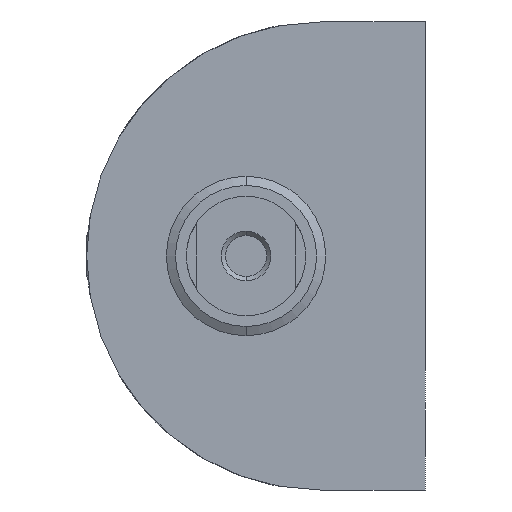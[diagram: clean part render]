
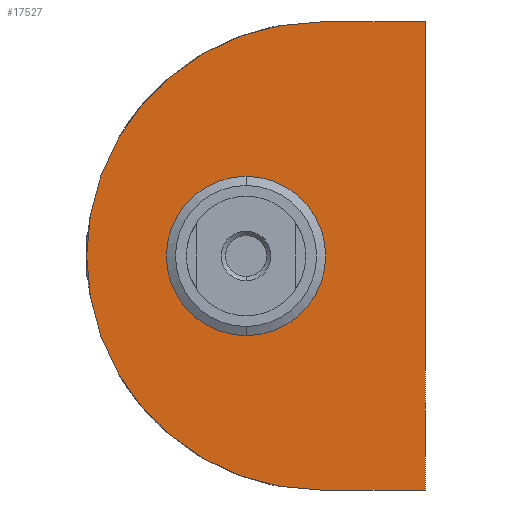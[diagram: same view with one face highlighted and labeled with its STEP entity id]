
A CAD part, left-side view. The second image highlights one B-rep face of the part: STEP entity #17527.
In plain terms, the highlighted planar face has unit normal (-1, 0, 0).
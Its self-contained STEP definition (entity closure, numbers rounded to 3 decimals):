
#9233=VERTEX_POINT('',#24453);
#9519=VERTEX_POINT('',#24767);
#9691=VERTEX_POINT('',#24954);
#14057=VERTEX_POINT('',#29713);
#15597=EDGE_CURVE('',#9519,#17905,#31380,.T.);
#16303=EDGE_CURVE('',#9519,#9233,#32157,.T.);
#17149=VERTEX_POINT('',#33080);
#17527=ADVANCED_FACE('',(#33495,#33496),#33497,.F.);
#17905=VERTEX_POINT('',#33914);
#18743=EDGE_CURVE('',#14057,#9691,#34823,.T.);
#18809=EDGE_CURVE('',#17905,#17149,#34895,.T.);
#18829=EDGE_CURVE('',#17149,#9233,#34918,.T.);
#19687=EDGE_CURVE('',#9691,#14057,#35852,.T.);
#24453=CARTESIAN_POINT('',(-7.0,0.0,23.5));
#24767=CARTESIAN_POINT('',(-7.0,10.5,23.5));
#24954=CARTESIAN_POINT('',(-7.0,18.0,-8.0));
#29713=CARTESIAN_POINT('',(-7.0,18.0,8.0));
#31380=CIRCLE('',#60995,23.5);
#32157=LINE('',#62991,#62992);
#33080=CARTESIAN_POINT('',(-7.0,0.0,-23.5));
#33495=FACE_OUTER_BOUND('',#66218,.T.);
#33496=FACE_BOUND('',#66219,.T.);
#33497=PLANE('',#66220);
#33914=CARTESIAN_POINT('',(-7.0,10.5,-23.5));
#34823=CIRCLE('',#69529,8.0);
#34895=LINE('',#69728,#69729);
#34918=LINE('',#69774,#69775);
#35852=CIRCLE('',#72002,8.0);
#60995=AXIS2_PLACEMENT_3D('',#88009,#88010,#88011);
#62991=CARTESIAN_POINT('',(-7.0,10.5,23.5));
#62992=VECTOR('',#89020,10.5);
#66218=EDGE_LOOP('',(#90464,#90465,#90466,#90467));
#66219=EDGE_LOOP('',(#90468,#90469));
#66220=AXIS2_PLACEMENT_3D('',#90470,#90471,#90472);
#69529=AXIS2_PLACEMENT_3D('',#91954,#91955,#91956);
#69728=CARTESIAN_POINT('',(-7.0,10.5,-23.5));
#69729=VECTOR('',#92011,10.5);
#69774=CARTESIAN_POINT('',(-7.0,0.0,-23.5));
#69775=VECTOR('',#92036,47.0);
#72002=AXIS2_PLACEMENT_3D('',#93239,#93240,#93241);
#88009=CARTESIAN_POINT('',(-7.0,10.5,0.));
#88010=DIRECTION('',(-1.0,0.0,0.));
#88011=DIRECTION('',(0.,0.0,1.0));
#89020=DIRECTION('',(0.0,-1.0,0.0));
#90464=ORIENTED_EDGE('',*,*,#18829,.T.);
#90465=ORIENTED_EDGE('',*,*,#16303,.F.);
#90466=ORIENTED_EDGE('',*,*,#15597,.T.);
#90467=ORIENTED_EDGE('',*,*,#18809,.T.);
#90468=ORIENTED_EDGE('',*,*,#18743,.F.);
#90469=ORIENTED_EDGE('',*,*,#19687,.F.);
#90470=CARTESIAN_POINT('',(-7.0,10.5,-23.5));
#90471=DIRECTION('',(1.0,0.0,0.));
#90472=DIRECTION('',(0.0,-1.0,0.0));
#91954=CARTESIAN_POINT('',(-7.0,18.0,0.));
#91955=DIRECTION('',(-1.0,0.0,0.));
#91956=DIRECTION('',(0.,0.0,1.0));
#92011=DIRECTION('',(0.0,-1.0,0.0));
#92036=DIRECTION('',(0.,0.0,1.0));
#93239=CARTESIAN_POINT('',(-7.0,18.0,0.));
#93240=DIRECTION('',(-1.0,0.0,0.));
#93241=DIRECTION('',(0.,0.0,1.0));
